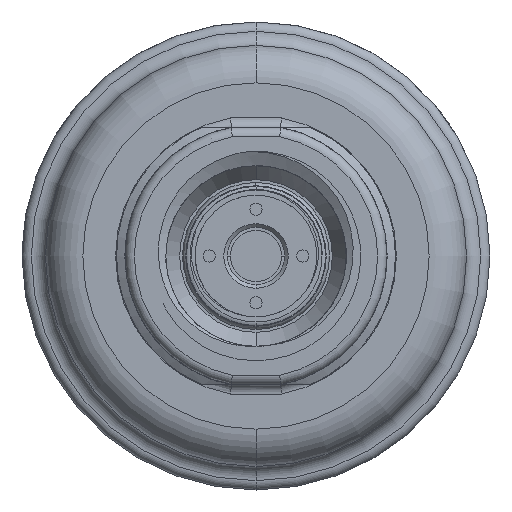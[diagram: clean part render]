
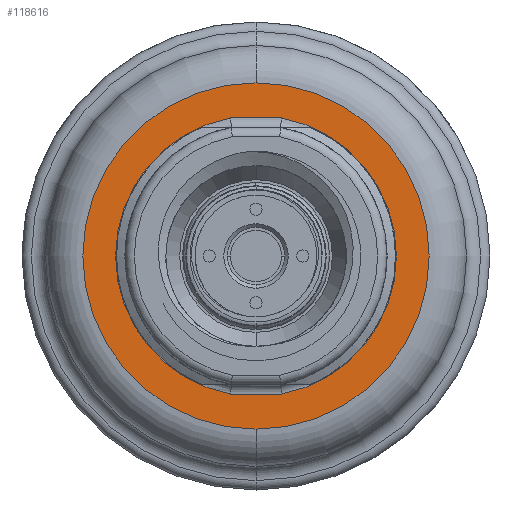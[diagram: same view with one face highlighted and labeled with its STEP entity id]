
A CAD part, front view. The second image highlights one B-rep face of the part: STEP entity #118616.
In plain terms, the highlighted planar face has unit normal (0, -1, 0).
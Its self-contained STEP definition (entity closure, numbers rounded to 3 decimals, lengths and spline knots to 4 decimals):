
#52287=CARTESIAN_POINT('',(0.,-0.1575,0.));
#52288=DIRECTION('',(0.,-1.,0.));
#52289=DIRECTION('',(0.,0.,-1.));
#52290=AXIS2_PLACEMENT_3D('',#52287,#52288,#52289);
#52292=CARTESIAN_POINT('',(0.,-0.1575,0.));
#52293=DIRECTION('',(0.,-1.,0.));
#52294=DIRECTION('',(0.,0.,1.));
#52295=AXIS2_PLACEMENT_3D('',#52292,#52293,#52294);
#52297=CARTESIAN_POINT('',(0.,-0.1575,0.));
#52298=DIRECTION('',(0.,-1.,0.));
#52299=DIRECTION('',(-0.182,0.,0.983));
#52300=AXIS2_PLACEMENT_3D('',#52297,#52298,#52299);
#52302=DIRECTION('',(1.,0.,0.));
#52303=VECTOR('',#52302,0.2147);
#52304=CARTESIAN_POINT('',(-0.1074,-0.1575,
-0.5807));
#52305=LINE('',#52304,#52303);
#52306=CARTESIAN_POINT('',(0.,-0.1575,0.));
#52307=DIRECTION('',(0.,-1.,0.));
#52308=DIRECTION('',(0.182,0.,-0.983));
#52309=AXIS2_PLACEMENT_3D('',#52306,#52307,#52308);
#52311=DIRECTION('',(-1.,0.,0.));
#52312=VECTOR('',#52311,0.2147);
#52313=CARTESIAN_POINT('',(0.1074,-0.1575,
0.5807));
#52314=LINE('',#52313,#52312);
#76947=CARTESIAN_POINT('',(-0.1074,-0.1575,
0.5807));
#76948=CARTESIAN_POINT('',(-0.1074,-0.1575,
-0.5807));
#76949=VERTEX_POINT('',#76947);
#76950=VERTEX_POINT('',#76948);
#76955=CARTESIAN_POINT('',(0.1074,-0.1575,
-0.5807));
#76956=CARTESIAN_POINT('',(0.1074,-0.1575,
0.5807));
#76957=VERTEX_POINT('',#76955);
#76958=VERTEX_POINT('',#76956);
#77258=CARTESIAN_POINT('',(0.,-0.1575,-0.7283));
#77259=CARTESIAN_POINT('',(0.,-0.1575,0.7283));
#77260=VERTEX_POINT('',#77258);
#77261=VERTEX_POINT('',#77259);
#118596=CARTESIAN_POINT('',(0.,-0.1575,0.));
#118597=DIRECTION('',(0.,-1.,0.));
#118598=DIRECTION('',(0.,0.,1.));
#118599=AXIS2_PLACEMENT_3D('',#118596,#118597,#118598);
#118600=PLANE('',#118599);
#118602=ORIENTED_EDGE('',*,*,#118601,.F.);
#118604=ORIENTED_EDGE('',*,*,#118603,.F.);
#118605=EDGE_LOOP('',(#118602,#118604));
#118606=FACE_OUTER_BOUND('',#118605,.F.);
#118607=ORIENTED_EDGE('',*,*,#118586,.T.);
#118609=ORIENTED_EDGE('',*,*,#118608,.T.);
#118611=ORIENTED_EDGE('',*,*,#118610,.T.);
#118613=ORIENTED_EDGE('',*,*,#118612,.T.);
#118614=EDGE_LOOP('',(#118607,#118609,#118611,#118613));
#118615=FACE_BOUND('',#118614,.F.);
#118616=ADVANCED_FACE('',(#118606,#118615),#118600,.T.);
#52291=CIRCLE('',#52290,0.7283);
#52296=CIRCLE('',#52295,0.7283);
#52301=CIRCLE('',#52300,0.5906);
#52310=CIRCLE('',#52309,0.5906);
#118586=EDGE_CURVE('',#76949,#76950,#52301,.T.);
#118601=EDGE_CURVE('',#77260,#77261,#52291,.T.);
#118603=EDGE_CURVE('',#77261,#77260,#52296,.T.);
#118608=EDGE_CURVE('',#76950,#76957,#52305,.T.);
#118610=EDGE_CURVE('',#76957,#76958,#52310,.T.);
#118612=EDGE_CURVE('',#76958,#76949,#52314,.T.);
